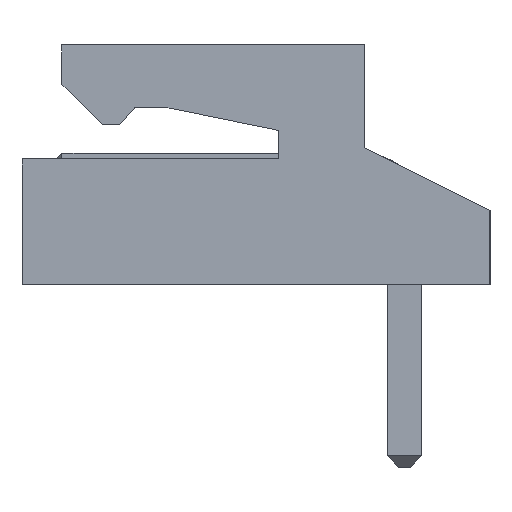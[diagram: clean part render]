
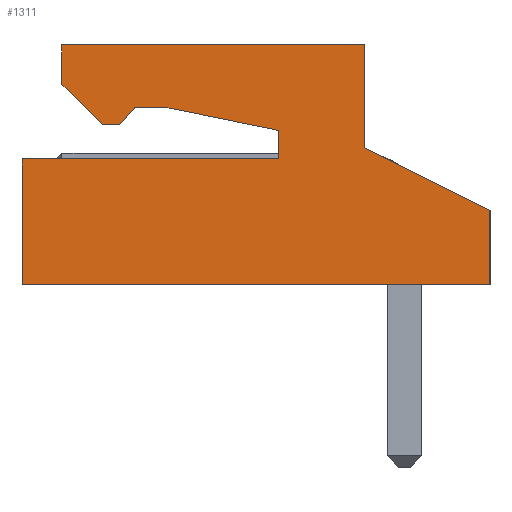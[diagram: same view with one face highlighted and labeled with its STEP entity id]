
A CAD part, left-side view. The second image highlights one B-rep face of the part: STEP entity #1311.
In plain terms, the highlighted face is planar.
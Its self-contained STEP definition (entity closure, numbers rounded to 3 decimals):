
#37 = CARTESIAN_POINT ( 'NONE',  ( 2.5, 4.2, 0.7 ) ) ;
#263 = VERTEX_POINT ( 'NONE', #3822 ) ;
#317 = DIRECTION ( 'NONE',  ( 0., 1., 0. ) ) ;
#514 = DIRECTION ( 'NONE',  ( 0., 0., -1. ) ) ;
#542 = VECTOR ( 'NONE', #1734, 1000. ) ;
#569 = CARTESIAN_POINT ( 'NONE',  ( 2.5, 1.3, -1.5 ) ) ;
#813 = CARTESIAN_POINT ( 'NONE',  ( 2.5, 2.8, 5.286 ) ) ;
#821 = VERTEX_POINT ( 'NONE', #37 ) ;
#893 = CARTESIAN_POINT ( 'NONE',  ( 2.5, 0., 6.7 ) ) ;
#913 = DIRECTION ( 'NONE',  ( -1., 0., 0. ) ) ;
#1012 = LINE ( 'NONE', #3206, #6701 ) ;
#1258 = CARTESIAN_POINT ( 'NONE',  ( 2.5, 2.7, 2.2 ) ) ;
#1261 = AXIS2_PLACEMENT_3D ( 'NONE', #8418, #913, #3856 ) ;
#1311 = ADVANCED_FACE ( 'NONE', ( #4622 ), #6122, .F. ) ;
#1429 = CARTESIAN_POINT ( 'NONE',  ( 2.5, 3.5, 6. ) ) ;
#1734 = DIRECTION ( 'NONE',  ( 0., 1., 0. ) ) ;
#1754 = CARTESIAN_POINT ( 'NONE',  ( 2.5, 2.2, 6.7 ) ) ;
#1791 = CARTESIAN_POINT ( 'NONE',  ( 2.5, 4.2, 6.7 ) ) ;
#1886 = LINE ( 'NONE', #3291, #6761 ) ;
#2212 = VECTOR ( 'NONE', #3745, 1000. ) ;
#2245 = VERTEX_POINT ( 'NONE', #6376 ) ;
#2322 = CARTESIAN_POINT ( 'NONE',  ( 2.5, 2.2, 6.7 ) ) ;
#2364 = VERTEX_POINT ( 'NONE', #4382 ) ;
#2467 = EDGE_CURVE ( 'NONE', #7280, #263, #7758, .T. ) ;
#2649 = VECTOR ( 'NONE', #5042, 1000. ) ;
#2785 = VECTOR ( 'NONE', #514, 1000. ) ;
#2797 = VECTOR ( 'NONE', #8970, 1000. ) ;
#2820 = ORIENTED_EDGE ( 'NONE', *, *, #7579, .F. ) ;
#2921 = ORIENTED_EDGE ( 'NONE', *, *, #2467, .F. ) ;
#2938 = VERTEX_POINT ( 'NONE', #5951 ) ;
#3044 = LINE ( 'NONE', #5092, #2649 ) ;
#3160 = LINE ( 'NONE', #6742, #2212 ) ;
#3165 = VERTEX_POINT ( 'NONE', #1429 ) ;
#3206 = CARTESIAN_POINT ( 'NONE',  ( 2.5, 3.1, 4.721 ) ) ;
#3291 = CARTESIAN_POINT ( 'NONE',  ( 2.5, 3.5, 6. ) ) ;
#3376 = DIRECTION ( 'NONE',  ( 0., 0.7, 0.714 ) ) ;
#3381 = LINE ( 'NONE', #1754, #4713 ) ;
#3391 = CARTESIAN_POINT ( 'NONE',  ( 2.5, 2.2, 2.2 ) ) ;
#3527 = EDGE_CURVE ( 'NONE', #263, #8361, #4875, .T. ) ;
#3745 = DIRECTION ( 'NONE',  ( 0., 1., 0. ) ) ;
#3810 = CARTESIAN_POINT ( 'NONE',  ( 2.5, 2.2, 2.2 ) ) ;
#3822 = CARTESIAN_POINT ( 'NONE',  ( 2.5, 1.3, -1.5 ) ) ;
#3856 = DIRECTION ( 'NONE',  ( 0., -1., 0. ) ) ;
#3901 = VERTEX_POINT ( 'NONE', #2322 ) ;
#3926 = LINE ( 'NONE', #6134, #542 ) ;
#3940 = VERTEX_POINT ( 'NONE', #7637 ) ;
#4288 = ORIENTED_EDGE ( 'NONE', *, *, #6048, .F. ) ;
#4295 = DIRECTION ( 'NONE',  ( 0., -0.447, -0.894 ) ) ;
#4374 = CARTESIAN_POINT ( 'NONE',  ( 2.5, 2.8, 4.986 ) ) ;
#4382 = CARTESIAN_POINT ( 'NONE',  ( 2.5, 3.1, 4.721 ) ) ;
#4481 = VECTOR ( 'NONE', #5785, 1000. ) ;
#4487 = DIRECTION ( 'NONE',  ( 0., 1., 0. ) ) ;
#4548 = CARTESIAN_POINT ( 'NONE',  ( 2.5, 2.7, 2.2 ) ) ;
#4574 = VERTEX_POINT ( 'NONE', #4374 ) ;
#4622 = FACE_OUTER_BOUND ( 'NONE', #7752, .T. ) ;
#4623 = ORIENTED_EDGE ( 'NONE', *, *, #5522, .F. ) ;
#4680 = VERTEX_POINT ( 'NONE', #893 ) ;
#4713 = VECTOR ( 'NONE', #6354, 1000. ) ;
#4718 = VECTOR ( 'NONE', #4741, 1000. ) ;
#4741 = DIRECTION ( 'NONE',  ( 0., 0., -1. ) ) ;
#4745 = EDGE_CURVE ( 'NONE', #3940, #3165, #1886, .T. ) ;
#4752 = EDGE_CURVE ( 'NONE', #4680, #3901, #6919, .T. ) ;
#4875 = LINE ( 'NONE', #569, #4481 ) ;
#4907 = ORIENTED_EDGE ( 'NONE', *, *, #3527, .F. ) ;
#5042 = DIRECTION ( 'NONE',  ( 0., -0.75, 0.661 ) ) ;
#5055 = ORIENTED_EDGE ( 'NONE', *, *, #4752, .F. ) ;
#5092 = CARTESIAN_POINT ( 'NONE',  ( 2.5, 2.8, 4.986 ) ) ;
#5357 = LINE ( 'NONE', #3810, #9043 ) ;
#5522 = EDGE_CURVE ( 'NONE', #4574, #3940, #6791, .T. ) ;
#5591 = LINE ( 'NONE', #8502, #2785 ) ;
#5678 = ORIENTED_EDGE ( 'NONE', *, *, #8780, .T. ) ;
#5749 = CARTESIAN_POINT ( 'NONE',  ( 2.5, 2.4, 0.7 ) ) ;
#5785 = DIRECTION ( 'NONE',  ( 0., -1., 0. ) ) ;
#5890 = EDGE_CURVE ( 'NONE', #2245, #821, #8395, .T. ) ;
#5951 = CARTESIAN_POINT ( 'NONE',  ( 2.5, 3.1, 4.16 ) ) ;
#6048 = EDGE_CURVE ( 'NONE', #7348, #6182, #5357, .T. ) ;
#6122 = PLANE ( 'NONE',  #1261 ) ;
#6134 = CARTESIAN_POINT ( 'NONE',  ( 2.5, 0., 0.7 ) ) ;
#6182 = VERTEX_POINT ( 'NONE', #1258 ) ;
#6309 = DIRECTION ( 'NONE',  ( 0., 0., 1. ) ) ;
#6354 = DIRECTION ( 'NONE',  ( 0., 0., -1. ) ) ;
#6376 = CARTESIAN_POINT ( 'NONE',  ( 2.5, 4.2, 6. ) ) ;
#6499 = CARTESIAN_POINT ( 'NONE',  ( 2.5, 0., -1.5 ) ) ;
#6587 = EDGE_CURVE ( 'NONE', #3165, #2245, #3160, .T. ) ;
#6657 = EDGE_CURVE ( 'NONE', #2938, #2364, #1012, .T. ) ;
#6701 = VECTOR ( 'NONE', #6309, 1000. ) ;
#6742 = CARTESIAN_POINT ( 'NONE',  ( 2.5, 4.2, 6. ) ) ;
#6761 = VECTOR ( 'NONE', #3376, 1000. ) ;
#6791 = LINE ( 'NONE', #813, #8882 ) ;
#6816 = ORIENTED_EDGE ( 'NONE', *, *, #7669, .F. ) ;
#6913 = ORIENTED_EDGE ( 'NONE', *, *, #9110, .T. ) ;
#6919 = LINE ( 'NONE', #7102, #9050 ) ;
#7102 = CARTESIAN_POINT ( 'NONE',  ( 2.5, 0., 6.7 ) ) ;
#7280 = VERTEX_POINT ( 'NONE', #9377 ) ;
#7345 = LINE ( 'NONE', #4548, #2797 ) ;
#7348 = VERTEX_POINT ( 'NONE', #3391 ) ;
#7397 = VECTOR ( 'NONE', #4295, 1000. ) ;
#7579 = EDGE_CURVE ( 'NONE', #3901, #7348, #3381, .T. ) ;
#7637 = CARTESIAN_POINT ( 'NONE',  ( 2.5, 2.8, 5.286 ) ) ;
#7669 = EDGE_CURVE ( 'NONE', #6182, #2938, #7345, .T. ) ;
#7752 = EDGE_LOOP ( 'NONE', ( #8359, #9269, #9513, #4623, #8460, #7868, #6816, #4288, #2820, #5055, #6913, #4907, #2921, #5678 ) ) ;
#7758 = LINE ( 'NONE', #5749, #7397 ) ;
#7868 = ORIENTED_EDGE ( 'NONE', *, *, #6657, .F. ) ;
#8070 = DIRECTION ( 'NONE',  ( 0., 0., 1. ) ) ;
#8359 = ORIENTED_EDGE ( 'NONE', *, *, #5890, .F. ) ;
#8361 = VERTEX_POINT ( 'NONE', #6499 ) ;
#8395 = LINE ( 'NONE', #1791, #4718 ) ;
#8418 = CARTESIAN_POINT ( 'NONE',  ( 2.5, 0., 6.7 ) ) ;
#8460 = ORIENTED_EDGE ( 'NONE', *, *, #9167, .F. ) ;
#8502 = CARTESIAN_POINT ( 'NONE',  ( 2.5, 0., 6.7 ) ) ;
#8780 = EDGE_CURVE ( 'NONE', #7280, #821, #3926, .T. ) ;
#8882 = VECTOR ( 'NONE', #8070, 1000. ) ;
#8970 = DIRECTION ( 'NONE',  ( 0., 0.2, 0.98 ) ) ;
#9043 = VECTOR ( 'NONE', #4487, 1000. ) ;
#9050 = VECTOR ( 'NONE', #317, 1000. ) ;
#9110 = EDGE_CURVE ( 'NONE', #4680, #8361, #5591, .T. ) ;
#9167 = EDGE_CURVE ( 'NONE', #2364, #4574, #3044, .T. ) ;
#9269 = ORIENTED_EDGE ( 'NONE', *, *, #6587, .F. ) ;
#9377 = CARTESIAN_POINT ( 'NONE',  ( 2.5, 2.4, 0.7 ) ) ;
#9513 = ORIENTED_EDGE ( 'NONE', *, *, #4745, .F. ) ;
